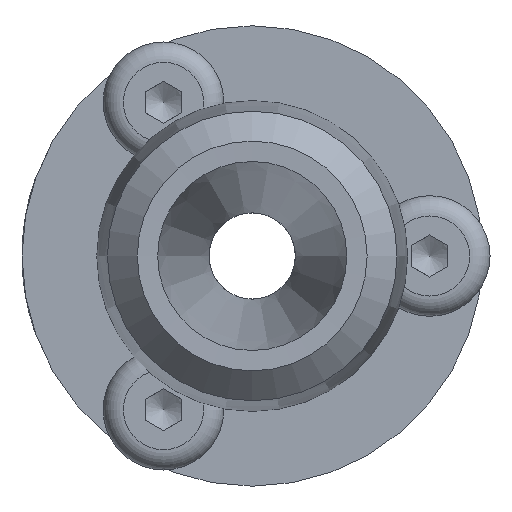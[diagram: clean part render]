
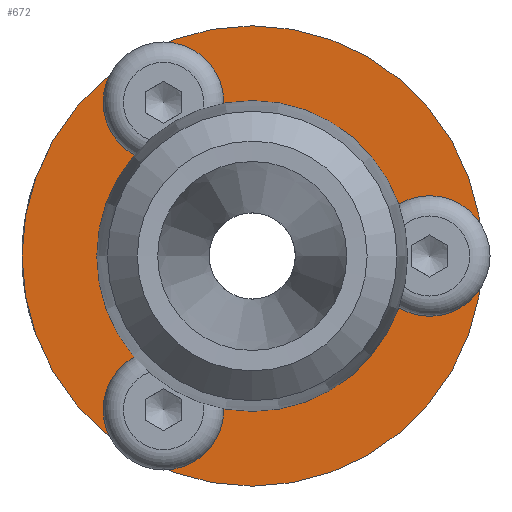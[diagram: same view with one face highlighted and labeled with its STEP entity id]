
A CAD part, left-side view. The second image highlights one B-rep face of the part: STEP entity #672.
In plain terms, the highlighted planar face has unit normal (-1, 0, 0).
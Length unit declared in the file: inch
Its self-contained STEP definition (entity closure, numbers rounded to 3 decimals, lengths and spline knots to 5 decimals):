
#135=FACE_BOUND($,#330,.T.);
#136=FACE_BOUND($,#331,.T.);
#137=FACE_BOUND($,#332,.T.);
#138=FACE_BOUND($,#333,.T.);
#139=FACE_BOUND($,#334,.T.);
#169=CIRCLE($,#740,0.07813);
#171=CIRCLE($,#743,0.07813);
#173=CIRCLE($,#746,0.07813);
#186=CIRCLE($,#770,0.26563);
#187=CIRCLE($,#772,0.5);
#201=PLANE($,#771);
#330=EDGE_LOOP($,(#562));
#331=EDGE_LOOP($,(#563));
#332=EDGE_LOOP($,(#564));
#333=EDGE_LOOP($,(#565));
#334=EDGE_LOOP($,(#566));
#383=VERTEX_POINT($,#1166);
#385=VERTEX_POINT($,#1171);
#387=VERTEX_POINT($,#1176);
#400=VERTEX_POINT($,#1213);
#401=VERTEX_POINT($,#1216);
#443=EDGE_CURVE($,#383,#383,#169,.T.);
#445=EDGE_CURVE($,#385,#385,#171,.T.);
#447=EDGE_CURVE($,#387,#387,#173,.T.);
#460=EDGE_CURVE($,#400,#400,#186,.T.);
#461=EDGE_CURVE($,#401,#401,#187,.T.);
#562=ORIENTED_EDGE($,*,*,#443,.T.);
#563=ORIENTED_EDGE($,*,*,#445,.T.);
#564=ORIENTED_EDGE($,*,*,#447,.T.);
#565=ORIENTED_EDGE($,*,*,#461,.F.);
#566=ORIENTED_EDGE($,*,*,#460,.T.);
#672=ADVANCED_FACE($,(#135,#136,#137,#138,#139),#201,.T.);
#740=AXIS2_PLACEMENT_3D($,#1167,#893,#894);
#743=AXIS2_PLACEMENT_3D($,#1172,#899,#900);
#746=AXIS2_PLACEMENT_3D($,#1177,#905,#906);
#770=AXIS2_PLACEMENT_3D($,#1214,#953,#954);
#771=AXIS2_PLACEMENT_3D($,#1215,#955,#956);
#772=AXIS2_PLACEMENT_3D($,#1217,#957,#958);
#893=DIRECTION('center_axis',(1.,0.,0.));
#894=DIRECTION('ref_axis',(0.,-0.866,0.5));
#899=DIRECTION('center_axis',(1.,0.,0.));
#900=DIRECTION('ref_axis',(0.,0.866,0.5));
#905=DIRECTION('center_axis',(1.,0.,0.));
#906=DIRECTION('ref_axis',(0.,0.,-1.));
#953=DIRECTION('center_axis',(1.,0.,0.));
#954=DIRECTION('ref_axis',(0.,1.,0.));
#955=DIRECTION('center_axis',(-1.,0.,0.));
#956=DIRECTION('ref_axis',(0.,0.,1.));
#957=DIRECTION('center_axis',(1.,0.,0.));
#958=DIRECTION('ref_axis',(0.,1.,0.));
#1166=CARTESIAN_POINT('',(-0.21207,0.41901,-0.37284));
#1167=CARTESIAN_POINT('Origin',(-0.21207,0.35136,-0.33378));
#1171=CARTESIAN_POINT('',(-0.21207,-0.29443,-0.03906));
#1172=CARTESIAN_POINT('Origin',(-0.21207,-0.22677,0.));
#1176=CARTESIAN_POINT('',(-0.21207,0.35136,0.41191));
#1177=CARTESIAN_POINT('Origin',(-0.21207,0.35136,0.33378));
#1213=CARTESIAN_POINT('',(-0.21207,0.42427,0.));
#1214=CARTESIAN_POINT('Origin',(-0.21207,0.15865,0.));
#1215=CARTESIAN_POINT('Origin',(-0.21207,0.54146,0.));
#1216=CARTESIAN_POINT('',(-0.21207,0.65865,0.));
#1217=CARTESIAN_POINT('Origin',(-0.21207,0.15865,0.));
